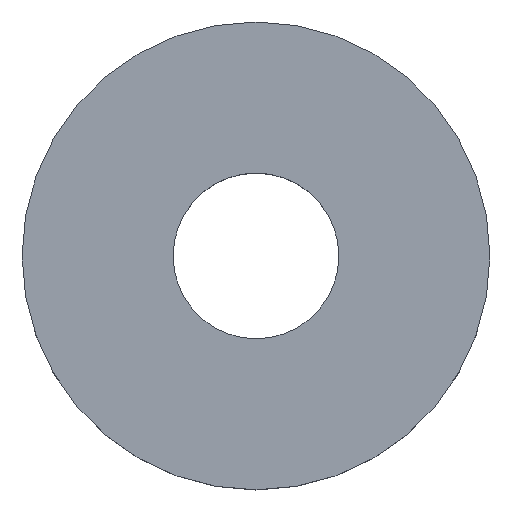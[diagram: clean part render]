
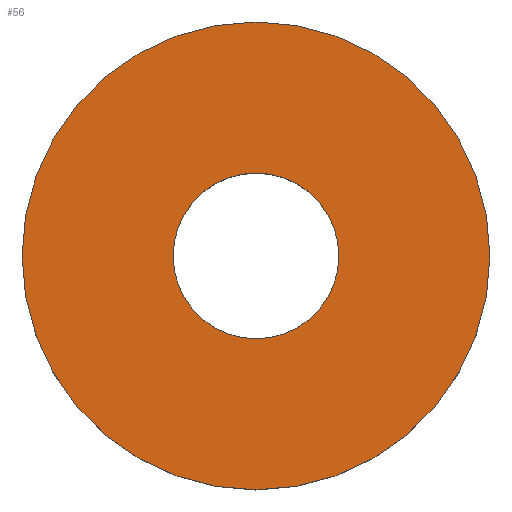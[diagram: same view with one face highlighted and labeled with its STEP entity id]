
A CAD part, top view. The second image highlights one B-rep face of the part: STEP entity #56.
In plain terms, the highlighted planar face has unit normal (0, 0, 1).
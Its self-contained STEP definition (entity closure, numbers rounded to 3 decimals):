
#54=EDGE_CURVE('',#60,#96,#123,.T.);
#56=ADVANCED_FACE('',(#125,#126),#127,.T.);
#60=VERTEX_POINT('',#133);
#66=EDGE_CURVE('',#76,#86,#139,.T.);
#72=EDGE_CURVE('',#86,#76,#146,.T.);
#76=VERTEX_POINT('',#150);
#80=EDGE_CURVE('',#96,#60,#154,.T.);
#86=VERTEX_POINT('',#160);
#96=VERTEX_POINT('',#171);
#123=CIRCLE('',#193,4.25);
#125=FACE_OUTER_BOUND('',#195,.T.);
#126=FACE_BOUND('',#196,.T.);
#127=PLANE('',#197);
#133=CARTESIAN_POINT('',(4.25,0.0,4.0));
#139=CIRCLE('',#212,12.0);
#146=CIRCLE('',#221,12.0);
#150=CARTESIAN_POINT('',(-12.0,0.,4.0));
#154=CIRCLE('',#232,4.25);
#160=CARTESIAN_POINT('',(12.0,0.0,4.0));
#171=CARTESIAN_POINT('',(-4.25,0.,4.0));
#193=AXIS2_PLACEMENT_3D('',#263,#264,#265);
#195=EDGE_LOOP('',(#267,#268));
#196=EDGE_LOOP('',(#269,#270));
#197=AXIS2_PLACEMENT_3D('',#271,#272,#273);
#212=AXIS2_PLACEMENT_3D('',#283,#284,#285);
#221=AXIS2_PLACEMENT_3D('',#297,#298,#299);
#232=AXIS2_PLACEMENT_3D('',#301,#302,#303);
#263=CARTESIAN_POINT('',(0.0,0.0,4.0));
#264=DIRECTION('',(0.0,0.0,-1.0));
#265=DIRECTION('',(1.0,0.0,0.0));
#267=ORIENTED_EDGE('',*,*,#72,.T.);
#268=ORIENTED_EDGE('',*,*,#66,.T.);
#269=ORIENTED_EDGE('',*,*,#54,.T.);
#270=ORIENTED_EDGE('',*,*,#80,.T.);
#271=CARTESIAN_POINT('',(0.0,0.0,4.0));
#272=DIRECTION('',(0.0,0.0,1.0));
#273=DIRECTION('',(1.0,0.0,0.0));
#283=CARTESIAN_POINT('',(0.0,0.0,4.0));
#284=DIRECTION('',(0.0,0.0,1.0));
#285=DIRECTION('',(1.0,0.0,0.0));
#297=CARTESIAN_POINT('',(0.0,0.0,4.0));
#298=DIRECTION('',(0.0,0.0,1.0));
#299=DIRECTION('',(1.0,0.0,0.0));
#301=CARTESIAN_POINT('',(0.0,0.0,4.0));
#302=DIRECTION('',(0.0,0.0,-1.0));
#303=DIRECTION('',(1.0,0.0,0.0));
